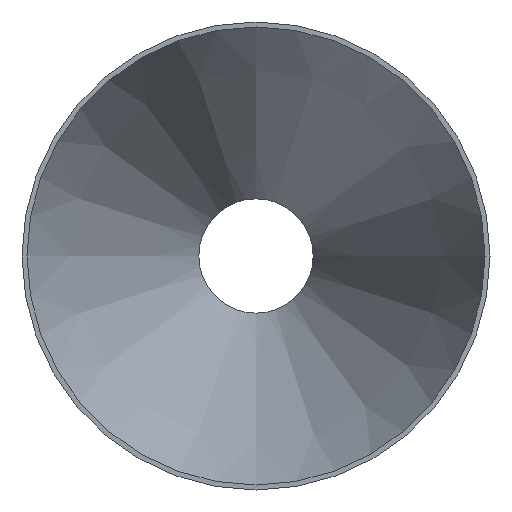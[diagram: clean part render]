
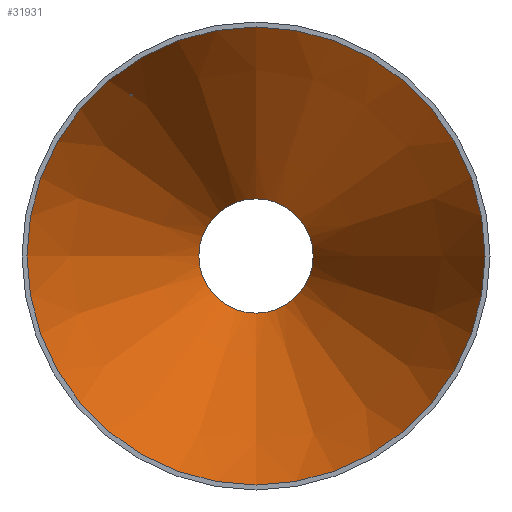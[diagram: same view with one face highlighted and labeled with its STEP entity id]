
A CAD part, front view. The second image highlights one B-rep face of the part: STEP entity #31931.
In plain terms, the highlighted conical face has half-angle 22.739 degrees and reference radius 198.863 mm.
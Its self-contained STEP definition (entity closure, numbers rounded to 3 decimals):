
#1078 = EDGE_LOOP ( 'NONE', ( #31681 ) ) ;
#2003 = FACE_BOUND ( 'NONE', #1078, .T. ) ;
#2966 = EDGE_CURVE ( 'NONE', #28527, #28527, #27380, .T. ) ;
#3913 = AXIS2_PLACEMENT_3D ( 'NONE', #4421, #16303, #19770 ) ;
#4421 = CARTESIAN_POINT ( 'NONE',  ( 0., 356., 0. ) ) ;
#7410 = CARTESIAN_POINT ( 'NONE',  ( 0., 0., -198.863 ) ) ;
#8003 = DIRECTION ( 'NONE',  ( 0., 0., -1. ) ) ;
#8257 = EDGE_LOOP ( 'NONE', ( #13013 ) ) ;
#11132 = DIRECTION ( 'NONE',  ( 0., -1., 0. ) ) ;
#12643 = CIRCLE ( 'NONE', #3913, 49.663 ) ;
#13013 = ORIENTED_EDGE ( 'NONE', *, *, #2966, .T. ) ;
#13808 = AXIS2_PLACEMENT_3D ( 'NONE', #24717, #15269, #15455 ) ;
#15269 = DIRECTION ( 'NONE',  ( 0., -1., 0. ) ) ;
#15455 = DIRECTION ( 'NONE',  ( 0., 0., -1. ) ) ;
#16303 = DIRECTION ( 'NONE',  ( 0., -1., 0. ) ) ;
#19770 = DIRECTION ( 'NONE',  ( 0., 0., -1. ) ) ;
#24717 = CARTESIAN_POINT ( 'NONE',  ( 0., 0., 0. ) ) ;
#25419 = CARTESIAN_POINT ( 'NONE',  ( 0., 356., -49.663 ) ) ;
#26875 = CONICAL_SURFACE ( 'NONE', #31862, 198.863, 0.397 ) ;
#27380 = CIRCLE ( 'NONE', #13808, 198.863 ) ;
#27712 = EDGE_CURVE ( 'NONE', #31070, #31070, #12643, .T. ) ;
#28527 = VERTEX_POINT ( 'NONE', #7410 ) ;
#31070 = VERTEX_POINT ( 'NONE', #25419 ) ;
#31681 = ORIENTED_EDGE ( 'NONE', *, *, #27712, .F. ) ;
#31862 = AXIS2_PLACEMENT_3D ( 'NONE', #37683, #11132, #8003 ) ;
#31931 = ADVANCED_FACE ( 'NONE', ( #2003, #34578 ), #26875, .F. ) ;
#34578 = FACE_OUTER_BOUND ( 'NONE', #8257, .T. ) ;
#37683 = CARTESIAN_POINT ( 'NONE',  ( 0., 0., 0. ) ) ;
